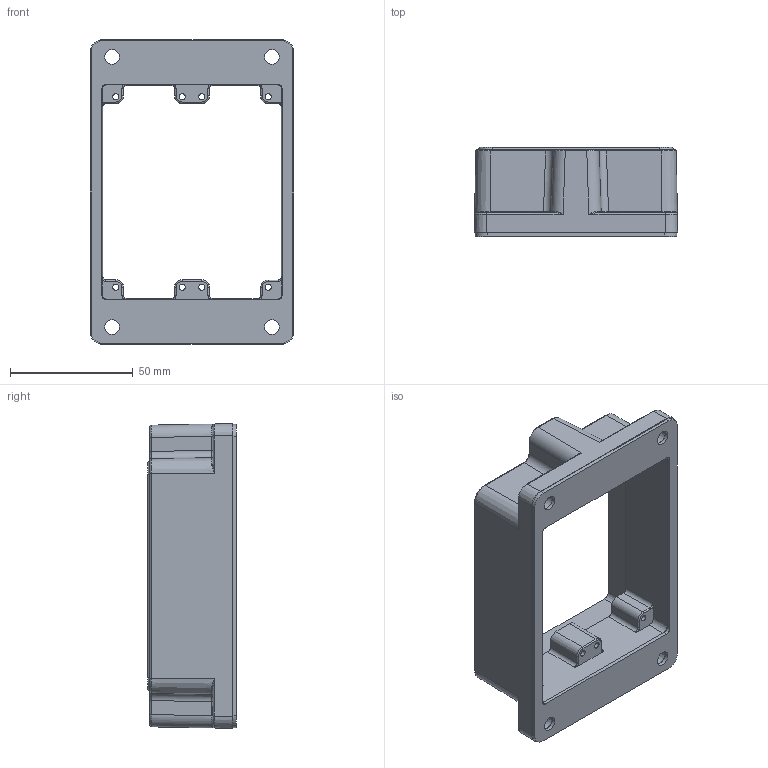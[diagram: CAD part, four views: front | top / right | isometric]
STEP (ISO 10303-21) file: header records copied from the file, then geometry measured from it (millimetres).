
FILE_DESCRIPTION((''),'2;1');
FILE_NAME('3D_1150323201001_HP32B-BK-2H_V1','2024-01-31T',('13001'),(''),'PRO/ENGINEER BY PARAMETRIC TECHNOLOGY CORPORATION, 2012480','PRO/ENGINEER BY PARAMETRIC TECHNOLOGY CORPORATION, 2012480','');
FILE_SCHEMA(('CONFIG_CONTROL_DESIGN'));
Length unit declared in the file: millimetre
Products named in the file (1): 3D_1150323201001_HP32B-BK-2H_V1
Bounding box: 82.8 x 36.2 x 124 mm (x, y, z)
Volume: 90604.8 mm3; surface area: 43589.5 mm2
Topology: 2 solids, 5 shells, 873 faces, 2247 edges, 1399 vertices
Faces by surface type: plane 375, cylinder 224, cone 148, bspline 63, torus 60, extrusion 2, revolution 1
Entity records: 35669 total; most frequent: CARTESIAN_POINT 14939, ORIENTED_EDGE 4490, DIRECTION 4082, EDGE_CURVE 2247, AXIS2_PLACEMENT_3D 1436, VERTEX_POINT 1399, VECTOR 1209, LINE 1207
